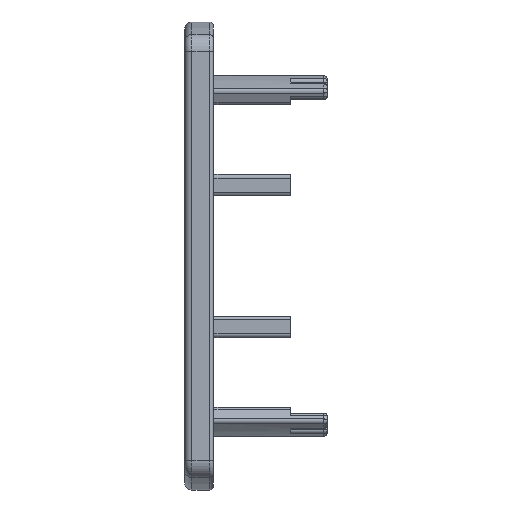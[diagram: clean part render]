
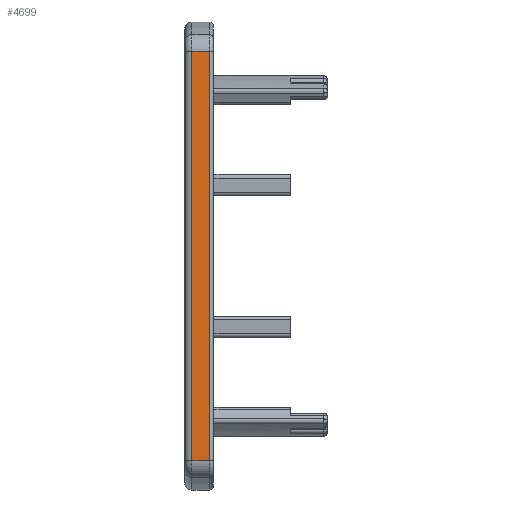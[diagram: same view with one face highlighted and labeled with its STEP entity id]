
A CAD part, left-side view. The second image highlights one B-rep face of the part: STEP entity #4699.
In plain terms, the highlighted planar face has unit normal (-1, 0, 0).
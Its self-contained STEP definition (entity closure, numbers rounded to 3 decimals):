
#190 = ORIENTED_EDGE ( 'NONE', *, *, #2995, .T. ) ;
#1965 = VERTEX_POINT ( 'NONE', #4048 ) ;
#2591 = VECTOR ( 'NONE', #12364, 1000. ) ;
#2820 = ORIENTED_EDGE ( 'NONE', *, *, #13991, .T. ) ;
#2995 = EDGE_CURVE ( 'NONE', #12531, #22675, #3789, .T. ) ;
#3051 = CARTESIAN_POINT ( 'NONE',  ( -104.6, 0., 57.343 ) ) ;
#3342 = DIRECTION ( 'NONE',  ( 0., 0., -1. ) ) ;
#3789 = LINE ( 'NONE', #23584, #2591 ) ;
#4048 = CARTESIAN_POINT ( 'NONE',  ( -104.6, 0., -57.343 ) ) ;
#4338 = DIRECTION ( 'NONE',  ( -1., 0., 0. ) ) ;
#4699 = ADVANCED_FACE ( 'NONE', ( #24203 ), #6047, .T. ) ;
#5413 = AXIS2_PLACEMENT_3D ( 'NONE', #12247, #4338, #17738 ) ;
#6047 = PLANE ( 'NONE',  #5413 ) ;
#6869 = ORIENTED_EDGE ( 'NONE', *, *, #14133, .T. ) ;
#6937 = EDGE_CURVE ( 'NONE', #24929, #1965, #13948, .T. ) ;
#7700 = CARTESIAN_POINT ( 'NONE',  ( -104.6, -5., -57.343 ) ) ;
#12247 = CARTESIAN_POINT ( 'NONE',  ( -104.6, -38., -43.162 ) ) ;
#12364 = DIRECTION ( 'NONE',  ( 0., 1., 0. ) ) ;
#12492 = LINE ( 'NONE', #14943, #19686 ) ;
#12531 = VERTEX_POINT ( 'NONE', #18102 ) ;
#13329 = CARTESIAN_POINT ( 'NONE',  ( -104.6, 0., -57.343 ) ) ;
#13341 = VECTOR ( 'NONE', #21170, 1000. ) ;
#13948 = LINE ( 'NONE', #13329, #13341 ) ;
#13991 = EDGE_CURVE ( 'NONE', #22675, #1965, #12492, .T. ) ;
#14133 = EDGE_CURVE ( 'NONE', #24929, #12531, #16170, .T. ) ;
#14943 = CARTESIAN_POINT ( 'NONE',  ( -104.6, 0., -43.162 ) ) ;
#16170 = LINE ( 'NONE', #20589, #25033 ) ;
#17738 = DIRECTION ( 'NONE',  ( 0., 0., 1. ) ) ;
#18102 = CARTESIAN_POINT ( 'NONE',  ( -104.6, -5., 57.343 ) ) ;
#19686 = VECTOR ( 'NONE', #3342, 1000. ) ;
#20589 = CARTESIAN_POINT ( 'NONE',  ( -104.6, -5., -43.162 ) ) ;
#21170 = DIRECTION ( 'NONE',  ( 0., 1., 0. ) ) ;
#21696 = EDGE_LOOP ( 'NONE', ( #23202, #6869, #190, #2820 ) ) ;
#22675 = VERTEX_POINT ( 'NONE', #3051 ) ;
#23202 = ORIENTED_EDGE ( 'NONE', *, *, #6937, .F. ) ;
#23584 = CARTESIAN_POINT ( 'NONE',  ( -104.6, 0., 57.343 ) ) ;
#24203 = FACE_OUTER_BOUND ( 'NONE', #21696, .T. ) ;
#24696 = DIRECTION ( 'NONE',  ( 0., 0., 1. ) ) ;
#24929 = VERTEX_POINT ( 'NONE', #7700 ) ;
#25033 = VECTOR ( 'NONE', #24696, 1000. ) ;
